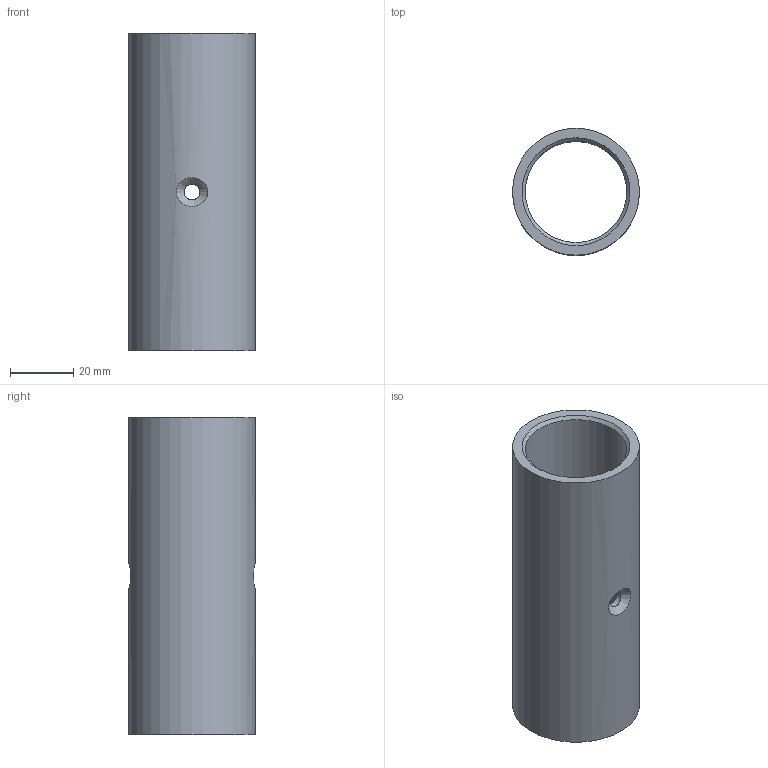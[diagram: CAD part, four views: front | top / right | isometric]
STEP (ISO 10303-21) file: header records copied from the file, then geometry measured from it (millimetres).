
FILE_DESCRIPTION(/* description */ ('Alibre Inc.'),/* implementation_level */ '2;1');
FILE_NAME(/* name */ 'export-69407500-A289-4EA5-8AED-D802A530899D',/* time_stamp */ '2023-03-21T08:17:06+01:00',/* author */ (''),/* organization */ (''),/* preprocessor_version */ 'ST-DEVELOPER v17',/* originating_system */ 'Alibre',/* authorisation */ '');
FILE_SCHEMA (('CONFIG_CONTROL_DESIGN'));
Length unit declared in the file: millimetre
Bounding box: 40 x 40 x 100 mm (x, y, z)
Volume: 44927.8 mm3; surface area: 23479.3 mm2
Topology: 1 solids, 1 shells, 9 faces, 18 edges, 11 vertices
Faces by surface type: cylinder 4, plane 2, bspline 2, cone 1
Full cylindrical faces by diameter (mm): 5 x2, 32 x1, 40 x1
Entity records: 825 total; most frequent: CARTESIAN_POINT 573, ORIENTED_EDGE 26, DIRECTION 24, EDGE_LOOP 20, FACE_BOUND 20, EDGE_CURVE 13, AXIS2_PLACEMENT_3D 12, VERTEX_POINT 11
